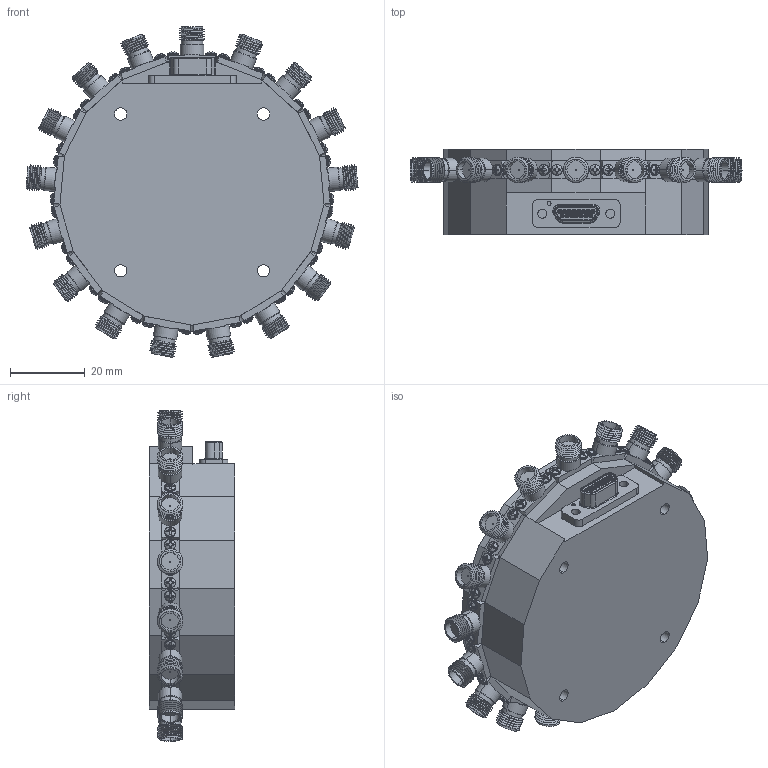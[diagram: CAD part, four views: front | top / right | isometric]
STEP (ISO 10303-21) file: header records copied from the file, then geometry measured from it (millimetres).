
FILE_DESCRIPTION (( 'STEP AP203' ), '1' );
FILE_NAME ('SK16-0521836560-SFSF-A8.STEP', '2021-08-04T23:25:14', ( '' ), ( '' ), 'SwSTEP 2.0', 'SolidWorks 2021', '' );
FILE_SCHEMA (( 'CONFIG_CONTROL_DESIGN' ));
Length unit declared in the file: inch
Products named in the file (1): SK16-0521836560-SFSF-A8
Bounding box: 88.75 x 22.86 x 88.38 mm (x, y, z)
Volume: 91290.5 mm3; surface area: 21088.4 mm2
Topology: 36 solids, 38 shells, 2879 faces, 7579 edges, 4897 vertices
Faces by surface type: cylinder 1197, plane 994, torus 268, cone 258, sphere 98, bspline 64
Entity records: 114286 total; most frequent: CARTESIAN_POINT 45356, ORIENTED_EDGE 15022, DIRECTION 14350, EDGE_CURVE 7511, AXIS2_PLACEMENT_3D 5856, VERTEX_POINT 4867, EDGE_LOOP 3052, CIRCLE 3040
